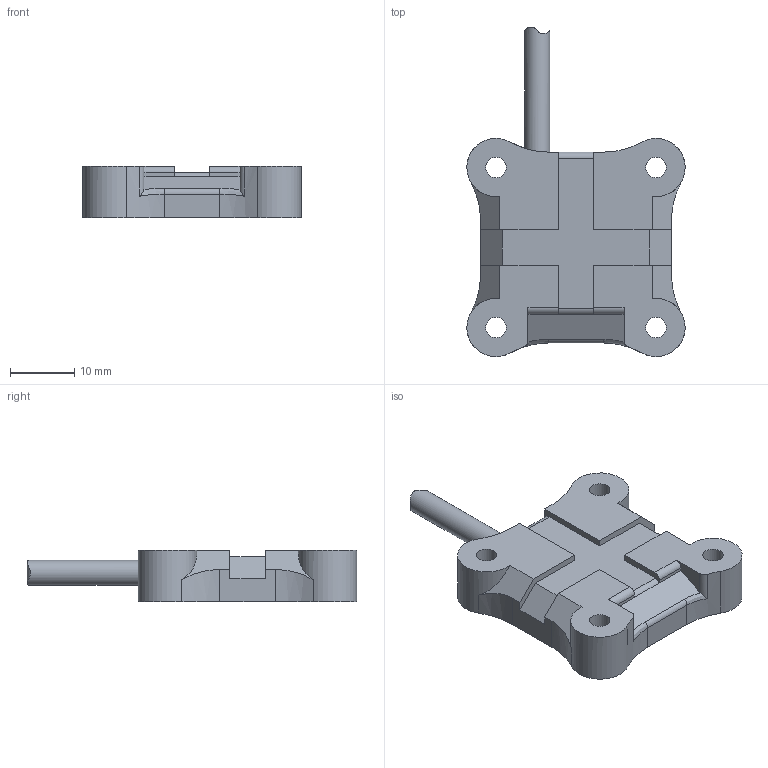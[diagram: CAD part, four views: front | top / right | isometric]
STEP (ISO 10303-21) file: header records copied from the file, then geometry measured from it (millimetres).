
FILE_DESCRIPTION(/* description */ (''),/* implementation_level */ '2;1');
FILE_NAME(/* name */ 'KA1451_Shrinkwrap_1.stp',/* time_stamp */ '2021-10-05T09:01:08+02:00',/* author */ ('Krieger Anja'),/* organization */ (''),/* preprocessor_version */ 'ST-DEVELOPER v18.1',/* originating_system */ 'Autodesk Inventor 2021',/* authorisation */ '');
FILE_SCHEMA (('AUTOMOTIVE_DESIGN { 1 0 10303 214 3 1 1 }'));
Length unit declared in the file: millimetre
Products named in the file (1): KA1451_Shrinkwrap_1
Bounding box: 34.1 x 51.45 x 8 mm (x, y, z)
Volume: 7040.4 mm3; surface area: 3626.7 mm2
Topology: 1 solids, 1 shells, 65 faces, 174 edges, 115 vertices
Faces by surface type: plane 33, cylinder 30, bspline 2
Full cylindrical faces by diameter (mm): 3.2 x4, 3.9 x1, 5.6 x4
Entity records: 2316 total; most frequent: CARTESIAN_POINT 503, DIRECTION 359, ORIENTED_EDGE 348, EDGE_CURVE 174, AXIS2_PLACEMENT_3D 128, VERTEX_POINT 115, LINE 103, VECTOR 103
